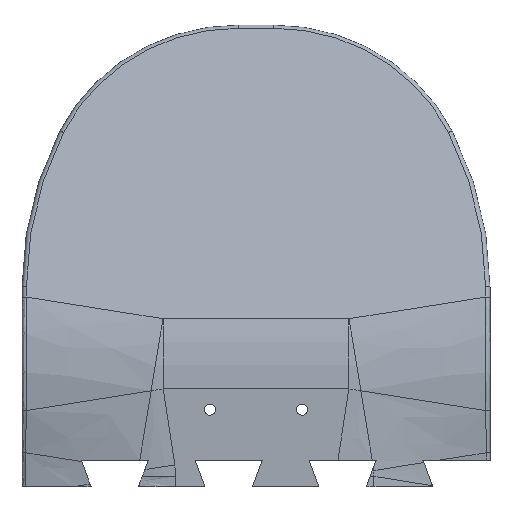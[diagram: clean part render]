
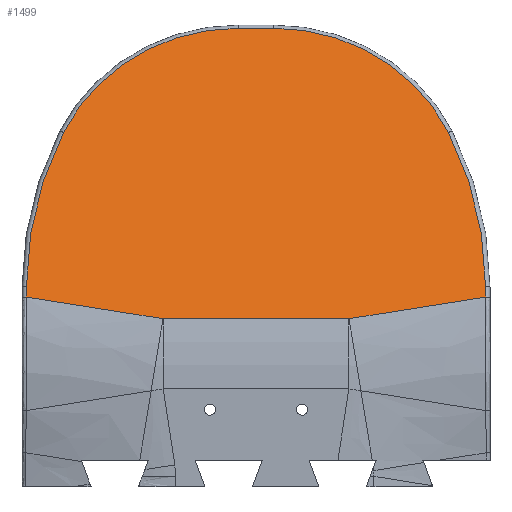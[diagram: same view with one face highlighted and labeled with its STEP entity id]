
A CAD part, front view. The second image highlights one B-rep face of the part: STEP entity #1499.
In plain terms, the highlighted planar face has unit normal (0, -0.951, 0.309).
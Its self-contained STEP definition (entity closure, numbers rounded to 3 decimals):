
#140=FACE_OUTER_BOUND('',#236,.T.);
#236=EDGE_LOOP('',(#1208,#1209,#1210,#1211,#1212,#1213,#1214,#1215,#1216,
#1217));
#356=B_SPLINE_CURVE_WITH_KNOTS('',3,(#3181,#3182,#3183,#3184),
 .UNSPECIFIED.,.F.,.F.,(4,4),(-6.465,-0.263),
 .UNSPECIFIED.);
#357=B_SPLINE_CURVE_WITH_KNOTS('',3,(#3188,#3189,#3190,#3191),
 .UNSPECIFIED.,.F.,.F.,(4,4),(0.263,6.465),
 .UNSPECIFIED.);
#420=LINE('',#3006,#487);
#421=LINE('',#3023,#488);
#423=LINE('',#3041,#490);
#425=LINE('',#3192,#492);
#487=VECTOR('',#1837,10.);
#488=VECTOR('',#1858,10.);
#490=VECTOR('',#1880,10.);
#492=VECTOR('',#1890,10.);
#530=CIRCLE('',#1615,166.262);
#533=CIRCLE('',#1619,86.9);
#537=CIRCLE('',#1625,86.9);
#540=CIRCLE('',#1629,166.262);
#675=VERTEX_POINT('',#2996);
#676=VERTEX_POINT('',#3004);
#678=VERTEX_POINT('',#3009);
#680=VERTEX_POINT('',#3015);
#682=VERTEX_POINT('',#3021);
#684=VERTEX_POINT('',#3027);
#686=VERTEX_POINT('',#3033);
#688=VERTEX_POINT('',#3039);
#693=VERTEX_POINT('',#3180);
#694=VERTEX_POINT('',#3187);
#855=EDGE_CURVE('',#676,#675,#420,.T.);
#857=EDGE_CURVE('',#678,#676,#530,.T.);
#860=EDGE_CURVE('',#680,#678,#533,.T.);
#863=EDGE_CURVE('',#682,#680,#421,.T.);
#866=EDGE_CURVE('',#684,#682,#537,.T.);
#869=EDGE_CURVE('',#686,#684,#540,.T.);
#872=EDGE_CURVE('',#688,#686,#423,.T.);
#883=EDGE_CURVE('',#675,#693,#356,.T.);
#885=EDGE_CURVE('',#694,#688,#357,.T.);
#886=EDGE_CURVE('',#693,#694,#425,.T.);
#1208=ORIENTED_EDGE('',*,*,#855,.F.);
#1209=ORIENTED_EDGE('',*,*,#857,.F.);
#1210=ORIENTED_EDGE('',*,*,#860,.F.);
#1211=ORIENTED_EDGE('',*,*,#863,.F.);
#1212=ORIENTED_EDGE('',*,*,#866,.F.);
#1213=ORIENTED_EDGE('',*,*,#869,.F.);
#1214=ORIENTED_EDGE('',*,*,#872,.F.);
#1215=ORIENTED_EDGE('',*,*,#885,.F.);
#1216=ORIENTED_EDGE('',*,*,#886,.F.);
#1217=ORIENTED_EDGE('',*,*,#883,.F.);
#1443=PLANE('',#1636);
#1499=ADVANCED_FACE('',(#140),#1443,.T.);
#1615=AXIS2_PLACEMENT_3D('',#3011,#1842,#1843);
#1619=AXIS2_PLACEMENT_3D('',#3017,#1850,#1851);
#1625=AXIS2_PLACEMENT_3D('',#3029,#1864,#1865);
#1629=AXIS2_PLACEMENT_3D('',#3035,#1872,#1873);
#1636=AXIS2_PLACEMENT_3D('',#3186,#1888,#1889);
#1837=DIRECTION('',(0.,-0.309,-0.951));
#1842=DIRECTION('center_axis',(0.,0.951,-0.309));
#1843=DIRECTION('ref_axis',(0.975,0.069,0.213));
#1850=DIRECTION('center_axis',(0.,0.951,-0.309));
#1851=DIRECTION('ref_axis',(0.531,0.262,0.806));
#1858=DIRECTION('',(1.,0.,0.));
#1864=DIRECTION('center_axis',(0.,0.951,-0.309));
#1865=DIRECTION('ref_axis',(-0.531,0.262,0.806));
#1872=DIRECTION('center_axis',(0.,0.951,-0.309));
#1873=DIRECTION('ref_axis',(-0.975,0.069,0.213));
#1880=DIRECTION('',(0.,0.309,0.951));
#1888=DIRECTION('center_axis',(0.,-0.951,0.309));
#1889=DIRECTION('ref_axis',(0.,-0.309,-0.951));
#1890=DIRECTION('',(-1.,0.,0.));
#2996=CARTESIAN_POINT('',(207.55,4.125,282.181));
#3004=CARTESIAN_POINT('',(207.55,5.697,287.018));
#3006=CARTESIAN_POINT('',(207.55,12.96,309.373));
#3009=CARTESIAN_POINT('',(190.924,28.092,355.943));
#3011=CARTESIAN_POINT('Origin',(41.288,5.697,287.018));
#3015=CARTESIAN_POINT('',(112.714,43.24,402.565));
#3017=CARTESIAN_POINT('Origin',(112.714,16.387,319.918));
#3021=CARTESIAN_POINT('',(96.836,43.24,402.565));
#3023=CARTESIAN_POINT('',(0.,43.24,402.565));
#3027=CARTESIAN_POINT('',(18.626,28.092,355.943));
#3029=CARTESIAN_POINT('Origin',(96.836,16.387,319.918));
#3033=CARTESIAN_POINT('',(2.,5.697,287.018));
#3035=CARTESIAN_POINT('Origin',(168.262,5.697,287.018));
#3039=CARTESIAN_POINT('',(2.,4.125,282.181));
#3041=CARTESIAN_POINT('',(2.,12.483,307.904));
#3180=CARTESIAN_POINT('',(146.374,0.973,272.479));
#3181=CARTESIAN_POINT('Ctrl Pts',(207.55,4.125,282.181));
#3182=CARTESIAN_POINT('Ctrl Pts',(187.155,3.08,278.965));
#3183=CARTESIAN_POINT('Ctrl Pts',(166.769,2.019,275.699));
#3184=CARTESIAN_POINT('Ctrl Pts',(146.374,0.973,272.479));
#3186=CARTESIAN_POINT('Origin',(0.,43.858,404.467));
#3187=CARTESIAN_POINT('',(63.176,0.973,272.479));
#3188=CARTESIAN_POINT('Ctrl Pts',(63.176,0.973,272.479));
#3189=CARTESIAN_POINT('Ctrl Pts',(42.781,2.019,275.699));
#3190=CARTESIAN_POINT('Ctrl Pts',(22.395,3.08,278.965));
#3191=CARTESIAN_POINT('Ctrl Pts',(2.,4.125,282.181));
#3192=CARTESIAN_POINT('',(0.,0.973,272.479));
